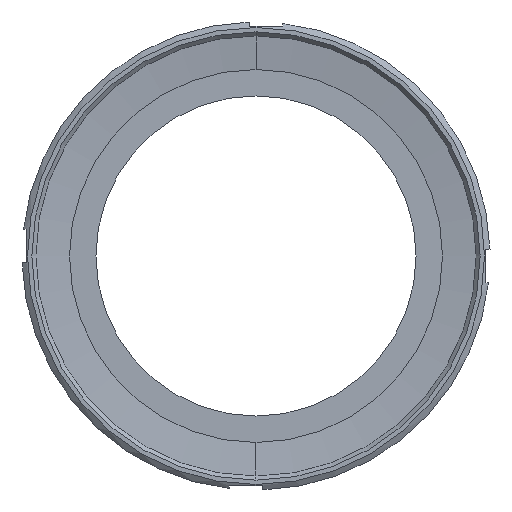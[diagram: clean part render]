
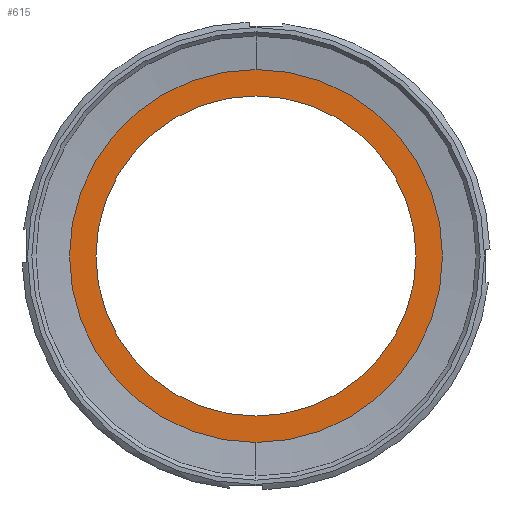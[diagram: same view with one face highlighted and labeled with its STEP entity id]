
A CAD part, left-side view. The second image highlights one B-rep face of the part: STEP entity #615.
In plain terms, the highlighted planar face has unit normal (-1, 0, 0).
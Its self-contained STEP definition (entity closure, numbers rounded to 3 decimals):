
#5 = ORIENTED_EDGE ( 'NONE', *, *, #560, .F. ) ;
#27 = CARTESIAN_POINT ( 'NONE',  ( 25.371, 0., 57.15 ) ) ;
#73 = DIRECTION ( 'NONE',  ( 0., 0., 1. ) ) ;
#142 = DIRECTION ( 'NONE',  ( 0., 0., 1. ) ) ;
#148 = CARTESIAN_POINT ( 'NONE',  ( 25.371, 0., -57.15 ) ) ;
#171 = FACE_BOUND ( 'NONE', #1039, .T. ) ;
#186 = CARTESIAN_POINT ( 'NONE',  ( 25.371, 0., 0. ) ) ;
#201 = VERTEX_POINT ( 'NONE', #27 ) ;
#237 = AXIS2_PLACEMENT_3D ( 'NONE', #911, #569, #142 ) ;
#277 = DIRECTION ( 'NONE',  ( 0., 0., 1. ) ) ;
#334 = FACE_OUTER_BOUND ( 'NONE', #739, .T. ) ;
#340 = CIRCLE ( 'NONE', #982, 57.15 ) ;
#445 = VERTEX_POINT ( 'NONE', #573 ) ;
#486 = VERTEX_POINT ( 'NONE', #148 ) ;
#504 = DIRECTION ( 'NONE',  ( 0., 0., 1. ) ) ;
#505 = PLANE ( 'NONE',  #838 ) ;
#527 = ORIENTED_EDGE ( 'NONE', *, *, #1027, .T. ) ;
#536 = EDGE_CURVE ( 'NONE', #445, #964, #742, .T. ) ;
#559 = CIRCLE ( 'NONE', #932, 57.15 ) ;
#560 = EDGE_CURVE ( 'NONE', #201, #486, #340, .T. ) ;
#569 = DIRECTION ( 'NONE',  ( -1., 0., 0. ) ) ;
#573 = CARTESIAN_POINT ( 'NONE',  ( 25.371, 0., -66.578 ) ) ;
#578 = CARTESIAN_POINT ( 'NONE',  ( 25.371, 0., 0. ) ) ;
#594 = CARTESIAN_POINT ( 'NONE',  ( 25.371, 0., 66.578 ) ) ;
#615 = ADVANCED_FACE ( 'NONE', ( #171, #334 ), #505, .F. ) ;
#616 = DIRECTION ( 'NONE',  ( -1., 0., 0. ) ) ;
#619 = ORIENTED_EDGE ( 'NONE', *, *, #536, .T. ) ;
#685 = ORIENTED_EDGE ( 'NONE', *, *, #705, .F. ) ;
#687 = CARTESIAN_POINT ( 'NONE',  ( 25.371, 66.578, 0. ) ) ;
#705 = EDGE_CURVE ( 'NONE', #486, #201, #559, .T. ) ;
#739 = EDGE_LOOP ( 'NONE', ( #527, #619 ) ) ;
#742 = CIRCLE ( 'NONE', #237, 66.578 ) ;
#743 = CIRCLE ( 'NONE', #856, 66.578 ) ;
#834 = CARTESIAN_POINT ( 'NONE',  ( 25.371, 0., 0. ) ) ;
#838 = AXIS2_PLACEMENT_3D ( 'NONE', #687, #1021, #841 ) ;
#841 = DIRECTION ( 'NONE',  ( 0., 0., -1. ) ) ;
#844 = DIRECTION ( 'NONE',  ( -1., 0., 0. ) ) ;
#856 = AXIS2_PLACEMENT_3D ( 'NONE', #834, #844, #504 ) ;
#911 = CARTESIAN_POINT ( 'NONE',  ( 25.371, 0., 0. ) ) ;
#932 = AXIS2_PLACEMENT_3D ( 'NONE', #186, #616, #277 ) ;
#964 = VERTEX_POINT ( 'NONE', #594 ) ;
#982 = AXIS2_PLACEMENT_3D ( 'NONE', #578, #1009, #73 ) ;
#1009 = DIRECTION ( 'NONE',  ( -1., 0., 0. ) ) ;
#1021 = DIRECTION ( 'NONE',  ( 1., 0., 0. ) ) ;
#1027 = EDGE_CURVE ( 'NONE', #964, #445, #743, .T. ) ;
#1039 = EDGE_LOOP ( 'NONE', ( #5, #685 ) ) ;
